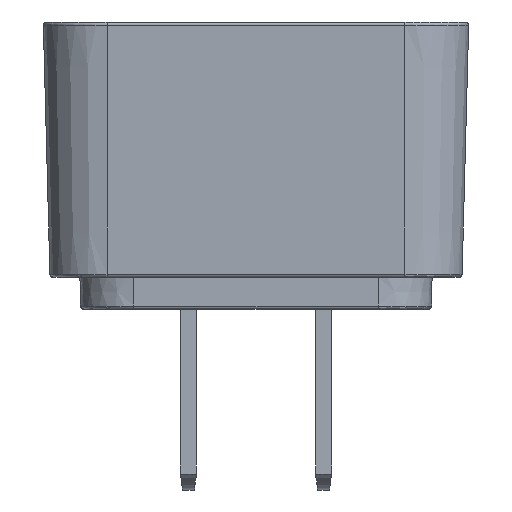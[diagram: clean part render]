
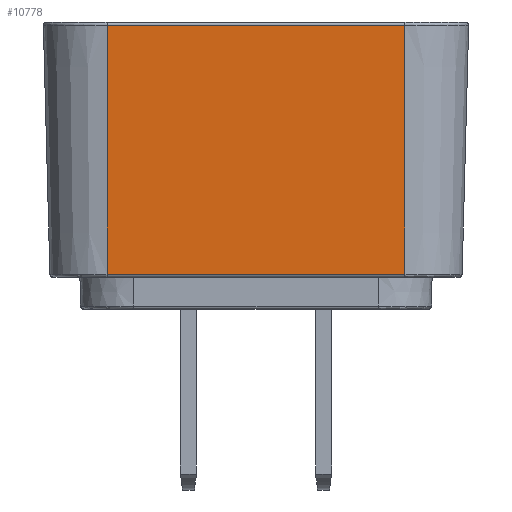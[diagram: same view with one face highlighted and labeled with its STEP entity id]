
A CAD part, left-side view. The second image highlights one B-rep face of the part: STEP entity #10778.
In plain terms, the highlighted planar face has unit normal (-1, 0, -0.026).
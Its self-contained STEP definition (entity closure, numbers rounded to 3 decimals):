
#177 = DIRECTION ( 'NONE',  ( 0.026, 0., -1. ) ) ;
#1680 = VERTEX_POINT ( 'NONE', #23736 ) ;
#2484 = LINE ( 'NONE', #13044, #27605 ) ;
#3128 = ORIENTED_EDGE ( 'NONE', *, *, #26606, .T. ) ;
#4015 = CARTESIAN_POINT ( 'NONE',  ( -27.75, 15.903, 24. ) ) ;
#4089 = ORIENTED_EDGE ( 'NONE', *, *, #27324, .F. ) ;
#4886 = DIRECTION ( 'NONE',  ( 0., 1., 0. ) ) ;
#6906 = PLANE ( 'NONE',  #14467 ) ;
#7692 = EDGE_LOOP ( 'NONE', ( #3128, #29825, #29124, #4089 ) ) ;
#7974 = LINE ( 'NONE', #31358, #27321 ) ;
#8490 = CARTESIAN_POINT ( 'NONE',  ( -27.742, -14., 23.692 ) ) ;
#9621 = DIRECTION ( 'NONE',  ( -1., 0., -0.026 ) ) ;
#10778 = ADVANCED_FACE ( 'NONE', ( #18551 ), #6906, .T. ) ;
#10970 = CARTESIAN_POINT ( 'NONE',  ( -27.129, -14.164, 0.292 ) ) ;
#11986 = VERTEX_POINT ( 'NONE', #21638 ) ;
#12089 = EDGE_CURVE ( 'NONE', #23142, #11986, #2484, .T. ) ;
#12346 = CARTESIAN_POINT ( 'NONE',  ( -27.129, -14., 0.292 ) ) ;
#13044 = CARTESIAN_POINT ( 'NONE',  ( -27.742, 15.903, 23.692 ) ) ;
#13147 = VERTEX_POINT ( 'NONE', #12346 ) ;
#14467 = AXIS2_PLACEMENT_3D ( 'NONE', #4015, #9621, #27338 ) ;
#18551 = FACE_OUTER_BOUND ( 'NONE', #7692, .T. ) ;
#20085 = DIRECTION ( 'NONE',  ( -0.026, 0., 1. ) ) ;
#21638 = CARTESIAN_POINT ( 'NONE',  ( -27.742, 14., 23.692 ) ) ;
#23142 = VERTEX_POINT ( 'NONE', #8490 ) ;
#23347 = VECTOR ( 'NONE', #177, 1000. ) ;
#23563 = EDGE_CURVE ( 'NONE', #11986, #1680, #28299, .T. ) ;
#23736 = CARTESIAN_POINT ( 'NONE',  ( -27.129, 14., 0.292 ) ) ;
#26606 = EDGE_CURVE ( 'NONE', #13147, #23142, #7974, .T. ) ;
#27321 = VECTOR ( 'NONE', #20085, 1000. ) ;
#27324 = EDGE_CURVE ( 'NONE', #13147, #1680, #31706, .T. ) ;
#27338 = DIRECTION ( 'NONE',  ( -0.026, 0., 1. ) ) ;
#27605 = VECTOR ( 'NONE', #33125, 1000. ) ;
#28299 = LINE ( 'NONE', #30712, #23347 ) ;
#29124 = ORIENTED_EDGE ( 'NONE', *, *, #23563, .T. ) ;
#29825 = ORIENTED_EDGE ( 'NONE', *, *, #12089, .T. ) ;
#30712 = CARTESIAN_POINT ( 'NONE',  ( -27.75, 14., 24. ) ) ;
#31358 = CARTESIAN_POINT ( 'NONE',  ( -27.75, -14., 24. ) ) ;
#31706 = LINE ( 'NONE', #10970, #36603 ) ;
#33125 = DIRECTION ( 'NONE',  ( 0., 1., 0. ) ) ;
#36603 = VECTOR ( 'NONE', #4886, 1000. ) ;
